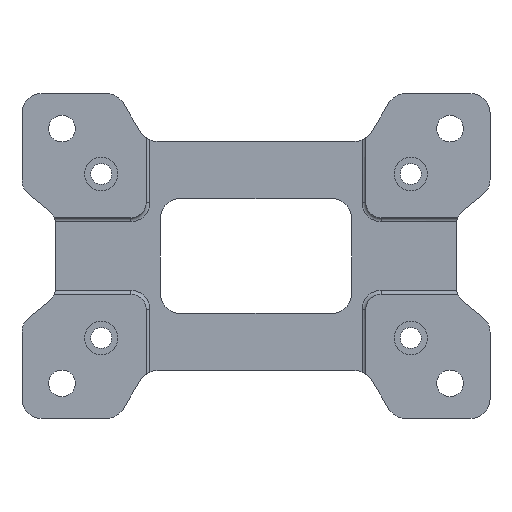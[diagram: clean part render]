
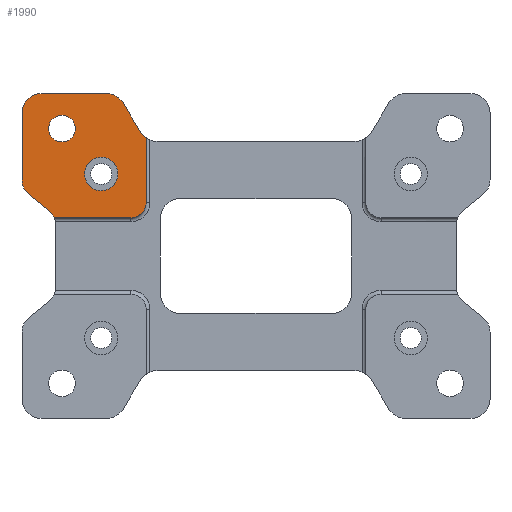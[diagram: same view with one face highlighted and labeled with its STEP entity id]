
A CAD part, front view. The second image highlights one B-rep face of the part: STEP entity #1990.
In plain terms, the highlighted planar face has unit normal (0, -1, 0).
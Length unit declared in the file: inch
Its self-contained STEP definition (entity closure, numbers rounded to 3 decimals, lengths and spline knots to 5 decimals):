
#30 = EDGE_CURVE ( 'NONE', #34, #2534, #1101, .T. ) ;
#34 = VERTEX_POINT ( 'NONE', #1853 ) ;
#57 = ORIENTED_EDGE ( 'NONE', *, *, #3570, .T. ) ;
#82 = EDGE_CURVE ( 'NONE', #3732, #3816, #480, .T. ) ;
#108 = CARTESIAN_POINT ( 'NONE',  ( -4.42913, -0.31496, 2.95276 ) ) ;
#116 = VERTEX_POINT ( 'NONE', #3512 ) ;
#122 = LINE ( 'NONE', #2419, #3698 ) ;
#149 = CARTESIAN_POINT ( 'NONE',  ( -3.18898, -0.31496, 1.69094 ) ) ;
#151 = LINE ( 'NONE', #1690, #3328 ) ;
#177 = EDGE_CURVE ( 'NONE', #1187, #2289, #2999, .T. ) ;
#222 = CARTESIAN_POINT ( 'NONE',  ( -2.26378, -0.31496, -3.34646 ) ) ;
#237 = CARTESIAN_POINT ( 'NONE',  ( -2.57874, -0.31496, 0.7874 ) ) ;
#277 = LINE ( 'NONE', #2340, #3653 ) ;
#285 = EDGE_CURVE ( 'NONE', #367, #3647, #277, .T. ) ;
#305 = DIRECTION ( 'NONE',  ( 0., 0., 1. ) ) ;
#367 = VERTEX_POINT ( 'NONE', #1745 ) ;
#387 = ORIENTED_EDGE ( 'NONE', *, *, #464, .T. ) ;
#411 = EDGE_CURVE ( 'NONE', #827, #3647, #476, .T. ) ;
#421 = EDGE_CURVE ( 'NONE', #827, #1891, #122, .T. ) ;
#432 = DIRECTION ( 'NONE',  ( 0., -1., 0. ) ) ;
#448 = LINE ( 'NONE', #1405, #1531 ) ;
#464 = EDGE_CURVE ( 'NONE', #4225, #3732, #530, .T. ) ;
#476 = CIRCLE ( 'NONE', #1115, 0.3937 ) ;
#480 = LINE ( 'NONE', #222, #738 ) ;
#489 = ORIENTED_EDGE ( 'NONE', *, *, #3227, .T. ) ;
#503 = CIRCLE ( 'NONE', #3928, 0.3937 ) ;
#530 = CIRCLE ( 'NONE', #4042, 0.31496 ) ;
#582 = VECTOR ( 'NONE', #886, 39.37008 ) ;
#599 = CARTESIAN_POINT ( 'NONE',  ( -2.73961, -0.31496, 3.15553 ) ) ;
#640 = EDGE_CURVE ( 'NONE', #116, #3615, #1099, .T. ) ;
#722 = EDGE_CURVE ( 'NONE', #2032, #1891, #3402, .T. ) ;
#738 = VECTOR ( 'NONE', #2522, 39.37008 ) ;
#744 = CARTESIAN_POINT ( 'NONE',  ( -3.07708, -0.31496, 3.34646 ) ) ;
#786 = ORIENTED_EDGE ( 'NONE', *, *, #3977, .T. ) ;
#807 = DIRECTION ( 'NONE',  ( 0., 0., 1. ) ) ;
#827 = VERTEX_POINT ( 'NONE', #3260 ) ;
#844 = DIRECTION ( 'NONE',  ( 0., -1., 0. ) ) ;
#886 = DIRECTION ( 'NONE',  ( 0.783, 0., -0.623 ) ) ;
#937 = CARTESIAN_POINT ( 'NONE',  ( -4., -0.31496, 2.62598 ) ) ;
#938 = ORIENTED_EDGE ( 'NONE', *, *, #3518, .T. ) ;
#978 = CIRCLE ( 'NONE', #1660, 0.34449 ) ;
#1037 = EDGE_CURVE ( 'NONE', #1928, #4225, #448, .T. ) ;
#1099 = LINE ( 'NONE', #4145, #582 ) ;
#1101 = CIRCLE ( 'NONE', #2403, 0.34449 ) ;
#1115 = AXIS2_PLACEMENT_3D ( 'NONE', #108, #432, #2735 ) ;
#1148 = CARTESIAN_POINT ( 'NONE',  ( -4., -0.31496, 2.90157 ) ) ;
#1168 = AXIS2_PLACEMENT_3D ( 'NONE', #1815, #1754, #807 ) ;
#1187 = VERTEX_POINT ( 'NONE', #1148 ) ;
#1405 = CARTESIAN_POINT ( 'NONE',  ( -4.82283, -0.31496, 0.7874 ) ) ;
#1460 = DIRECTION ( 'NONE',  ( 0., 0., 1. ) ) ;
#1478 = CIRCLE ( 'NONE', #3708, 0.3937 ) ;
#1530 = ORIENTED_EDGE ( 'NONE', *, *, #411, .T. ) ;
#1531 = VECTOR ( 'NONE', #3380, 39.37008 ) ;
#1594 = CARTESIAN_POINT ( 'NONE',  ( -2.37765, -0.31496, 2.55313 ) ) ;
#1660 = AXIS2_PLACEMENT_3D ( 'NONE', #149, #2485, #2792 ) ;
#1671 = DIRECTION ( 'NONE',  ( 0., 0., 1. ) ) ;
#1690 = CARTESIAN_POINT ( 'NONE',  ( -2.85433, -0.31496, 3.34646 ) ) ;
#1745 = CARTESIAN_POINT ( 'NONE',  ( -4.82283, -0.31496, 1.56785 ) ) ;
#1754 = DIRECTION ( 'NONE',  ( 0., -1., 0. ) ) ;
#1772 = CARTESIAN_POINT ( 'NONE',  ( -2.57874, -0.31496, 1.10236 ) ) ;
#1787 = CARTESIAN_POINT ( 'NONE',  ( -3.18898, -0.31496, 1.34646 ) ) ;
#1815 = CARTESIAN_POINT ( 'NONE',  ( -4.42913, -0.31496, 1.56785 ) ) ;
#1853 = CARTESIAN_POINT ( 'NONE',  ( -3.18898, -0.31496, 2.03543 ) ) ;
#1891 = VERTEX_POINT ( 'NONE', #744 ) ;
#1928 = VERTEX_POINT ( 'NONE', #2414 ) ;
#1985 = CIRCLE ( 'NONE', #1168, 0.3937 ) ;
#1990 = ADVANCED_FACE ( 'NONE', ( #4148, #2310, #3343 ), #3148, .F. ) ;
#2032 = VERTEX_POINT ( 'NONE', #599 ) ;
#2039 = CIRCLE ( 'NONE', #3967, 0.27559 ) ;
#2044 = DIRECTION ( 'NONE',  ( 0.515, 0., -0.857 ) ) ;
#2050 = VERTEX_POINT ( 'NONE', #1594 ) ;
#2087 = DIRECTION ( 'NONE',  ( 0., -1., 0. ) ) ;
#2129 = DIRECTION ( 'NONE',  ( 0., 1., 0. ) ) ;
#2163 = DIRECTION ( 'NONE',  ( 0., 0., 1. ) ) ;
#2198 = CARTESIAN_POINT ( 'NONE',  ( -3.18898, -0.31496, 1.69094 ) ) ;
#2217 = ORIENTED_EDGE ( 'NONE', *, *, #285, .F. ) ;
#2289 = VERTEX_POINT ( 'NONE', #3917 ) ;
#2308 = ORIENTED_EDGE ( 'NONE', *, *, #30, .F. ) ;
#2310 = FACE_BOUND ( 'NONE', #2387, .T. ) ;
#2340 = CARTESIAN_POINT ( 'NONE',  ( -4.82283, -0.31496, 3.34646 ) ) ;
#2387 = EDGE_LOOP ( 'NONE', ( #3688, #489 ) ) ;
#2403 = AXIS2_PLACEMENT_3D ( 'NONE', #2198, #844, #3827 ) ;
#2414 = CARTESIAN_POINT ( 'NONE',  ( -4.1572, -0.31496, 0.7874 ) ) ;
#2419 = CARTESIAN_POINT ( 'NONE',  ( 4.82283, -0.31496, 3.34646 ) ) ;
#2431 = DIRECTION ( 'NONE',  ( 0., 0., 1. ) ) ;
#2473 = CARTESIAN_POINT ( 'NONE',  ( -2.04019, -0.31496, 2.75591 ) ) ;
#2485 = DIRECTION ( 'NONE',  ( 0., -1., 0. ) ) ;
#2499 = CARTESIAN_POINT ( 'NONE',  ( -2.26378, -0.31496, 1.10236 ) ) ;
#2522 = DIRECTION ( 'NONE',  ( 0., 0., 1. ) ) ;
#2534 = VERTEX_POINT ( 'NONE', #1787 ) ;
#2698 = ORIENTED_EDGE ( 'NONE', *, *, #722, .T. ) ;
#2735 = DIRECTION ( 'NONE',  ( 0., 0., 1. ) ) ;
#2792 = DIRECTION ( 'NONE',  ( 0., 0., -1. ) ) ;
#2833 = DIRECTION ( 'NONE',  ( 0., 1., 0. ) ) ;
#2872 = ORIENTED_EDGE ( 'NONE', *, *, #421, .F. ) ;
#2934 = DIRECTION ( 'NONE',  ( 0., 0., 1. ) ) ;
#2943 = CARTESIAN_POINT ( 'NONE',  ( -2.26378, -0.31496, 2.43186 ) ) ;
#2966 = EDGE_LOOP ( 'NONE', ( #2991, #387, #3849, #57, #3481, #2698, #2872, #1530, #2217, #938, #3131, #786 ) ) ;
#2991 = ORIENTED_EDGE ( 'NONE', *, *, #1037, .T. ) ;
#2999 = CIRCLE ( 'NONE', #3261, 0.27559 ) ;
#3073 = DIRECTION ( 'NONE',  ( 0., 1., 0. ) ) ;
#3131 = ORIENTED_EDGE ( 'NONE', *, *, #640, .T. ) ;
#3148 = PLANE ( 'NONE',  #3188 ) ;
#3172 = DIRECTION ( 'NONE',  ( 0., 0., 1. ) ) ;
#3188 = AXIS2_PLACEMENT_3D ( 'NONE', #3424, #2833, #3172 ) ;
#3227 = EDGE_CURVE ( 'NONE', #2289, #1187, #2039, .T. ) ;
#3260 = CARTESIAN_POINT ( 'NONE',  ( -4.42913, -0.31496, 3.34646 ) ) ;
#3261 = AXIS2_PLACEMENT_3D ( 'NONE', #937, #4219, #305 ) ;
#3328 = VECTOR ( 'NONE', #2044, 39.37008 ) ;
#3343 = FACE_OUTER_BOUND ( 'NONE', #2966, .T. ) ;
#3380 = DIRECTION ( 'NONE',  ( 1., 0., 0. ) ) ;
#3402 = CIRCLE ( 'NONE', #3470, 0.3937 ) ;
#3424 = CARTESIAN_POINT ( 'NONE',  ( 0., -0.31496, 0. ) ) ;
#3454 = CARTESIAN_POINT ( 'NONE',  ( -4.2746, -0.31496, 0.94187 ) ) ;
#3458 = EDGE_CURVE ( 'NONE', #2032, #2050, #151, .T. ) ;
#3470 = AXIS2_PLACEMENT_3D ( 'NONE', #3793, #4117, #2163 ) ;
#3481 = ORIENTED_EDGE ( 'NONE', *, *, #3458, .F. ) ;
#3512 = CARTESIAN_POINT ( 'NONE',  ( -4.67422, -0.31496, 1.25974 ) ) ;
#3518 = EDGE_CURVE ( 'NONE', #367, #116, #1985, .T. ) ;
#3570 = EDGE_CURVE ( 'NONE', #3816, #2050, #1478, .T. ) ;
#3592 = EDGE_CURVE ( 'NONE', #2534, #34, #978, .T. ) ;
#3615 = VERTEX_POINT ( 'NONE', #3454 ) ;
#3629 = CARTESIAN_POINT ( 'NONE',  ( -4.51969, -0.31496, 0.63375 ) ) ;
#3647 = VERTEX_POINT ( 'NONE', #3715 ) ;
#3653 = VECTOR ( 'NONE', #3952, 39.37008 ) ;
#3688 = ORIENTED_EDGE ( 'NONE', *, *, #177, .T. ) ;
#3698 = VECTOR ( 'NONE', #4007, 39.37008 ) ;
#3708 = AXIS2_PLACEMENT_3D ( 'NONE', #2473, #2129, #1460 ) ;
#3715 = CARTESIAN_POINT ( 'NONE',  ( -4.82283, -0.31496, 2.95276 ) ) ;
#3732 = VERTEX_POINT ( 'NONE', #2499 ) ;
#3793 = CARTESIAN_POINT ( 'NONE',  ( -3.07708, -0.31496, 2.95276 ) ) ;
#3816 = VERTEX_POINT ( 'NONE', #2943 ) ;
#3827 = DIRECTION ( 'NONE',  ( 0., 0., -1. ) ) ;
#3849 = ORIENTED_EDGE ( 'NONE', *, *, #82, .T. ) ;
#3855 = DIRECTION ( 'NONE',  ( 0., 1., 0. ) ) ;
#3917 = CARTESIAN_POINT ( 'NONE',  ( -4., -0.31496, 2.35039 ) ) ;
#3928 = AXIS2_PLACEMENT_3D ( 'NONE', #3629, #3073, #1671 ) ;
#3952 = DIRECTION ( 'NONE',  ( 0., 0., 1. ) ) ;
#3967 = AXIS2_PLACEMENT_3D ( 'NONE', #4208, #3855, #2934 ) ;
#3977 = EDGE_CURVE ( 'NONE', #3615, #1928, #503, .T. ) ;
#3997 = ORIENTED_EDGE ( 'NONE', *, *, #3592, .F. ) ;
#4007 = DIRECTION ( 'NONE',  ( 1., 0., 0. ) ) ;
#4042 = AXIS2_PLACEMENT_3D ( 'NONE', #1772, #2087, #2431 ) ;
#4117 = DIRECTION ( 'NONE',  ( 0., -1., 0. ) ) ;
#4124 = EDGE_LOOP ( 'NONE', ( #3997, #2308 ) ) ;
#4145 = CARTESIAN_POINT ( 'NONE',  ( -4.12598, -0.31496, 0.82365 ) ) ;
#4148 = FACE_BOUND ( 'NONE', #4124, .T. ) ;
#4208 = CARTESIAN_POINT ( 'NONE',  ( -4., -0.31496, 2.62598 ) ) ;
#4219 = DIRECTION ( 'NONE',  ( 0., 1., 0. ) ) ;
#4225 = VERTEX_POINT ( 'NONE', #237 ) ;
